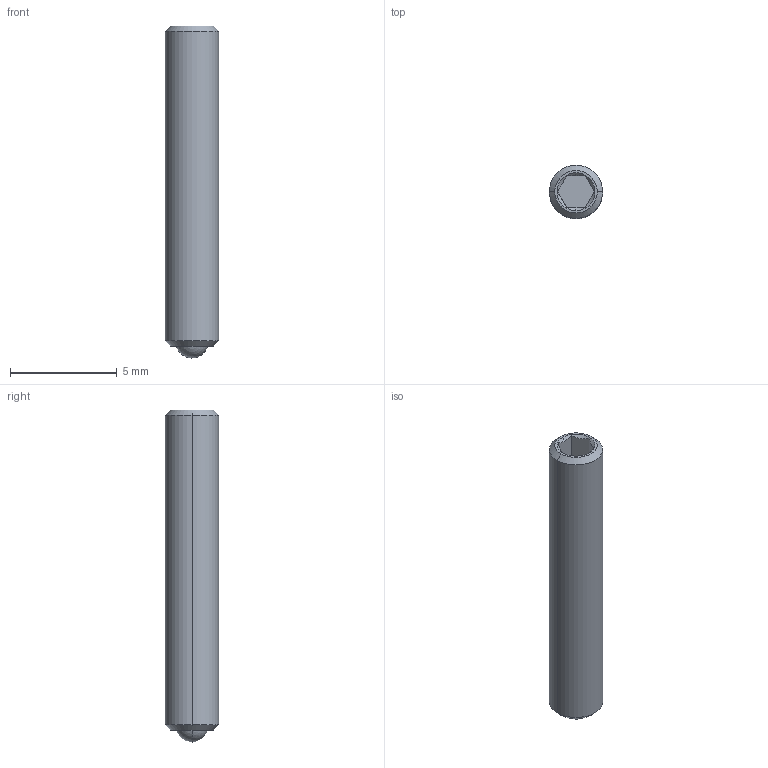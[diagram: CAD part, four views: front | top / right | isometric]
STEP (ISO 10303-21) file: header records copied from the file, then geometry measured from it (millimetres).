
FILE_DESCRIPTION (( 'STEP AP214' ), '1' );
FILE_NAME ('7655-E0W.STEP', '2011-08-18T18:32:44', ( 'Admin' ), ( 'Thorlabs, Inc.' ), 'SwSTEP 2.0', 'SolidWorks 2011', '' );
FILE_SCHEMA (( 'AUTOMOTIVE_DESIGN' ));
Length unit declared in the file: inch
Products named in the file (1): 7655-E0W
Bounding box: 2.5 x 2.5 x 15.56 mm (x, y, z)
Volume: 67.6 mm3; surface area: 150.8 mm2
Topology: 2 solids, 2 shells, 25 faces, 58 edges, 33 vertices
Faces by surface type: plane 9, cone 8, cylinder 4, sphere 4
Entity records: 1046 total; most frequent: CARTESIAN_POINT 147, DIRECTION 112, ORIENTED_EDGE 100, EDGE_CURVE 50, AXIS2_PLACEMENT_3D 44, VERTEX_POINT 31, LENGTH_MEASURE_WITH_UNIT 29, DIMENSIONAL_EXPONENTS 29
